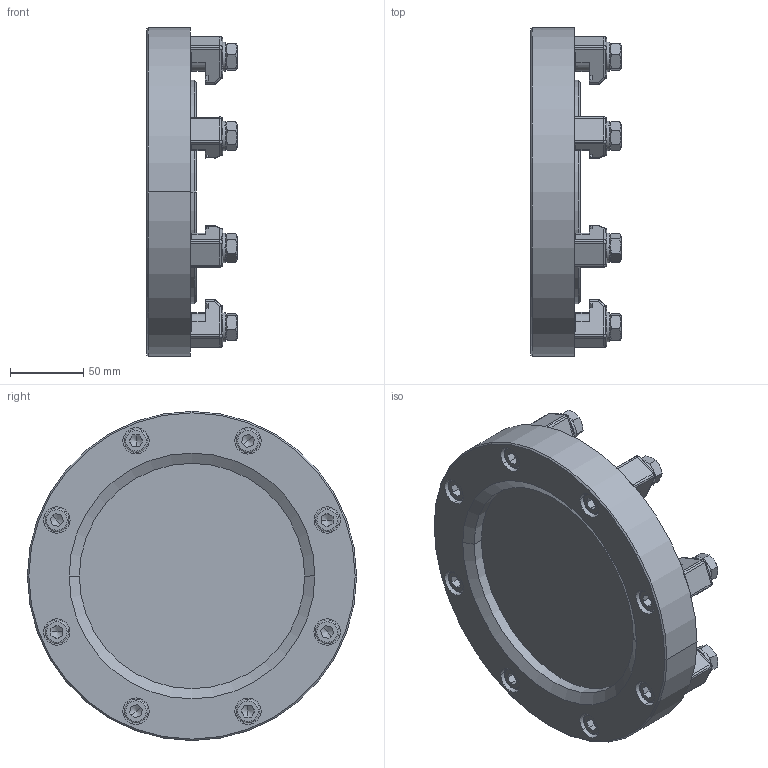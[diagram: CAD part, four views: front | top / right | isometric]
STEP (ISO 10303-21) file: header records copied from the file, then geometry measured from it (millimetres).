
FILE_DESCRIPTION(('FreeCAD Model'),'2;1');
FILE_NAME('ISO160SGV.step','2022-02-04T10:26:23',('Author'),( ''),'Open CASCADE STEP processor 7.3','FreeCAD','Unknown');
FILE_SCHEMA(('AUTOMOTIVE_DESIGN { 1 0 10303 214 1 1 1 1 }'));
Products named in the file (1): ISO160SGV
Bounding box: 62.1 x 225 x 225 mm (x, y, z)
Volume: 1032192.5 mm3; surface area: 239073 mm2
Topology: 1 solids, 1 shells, 887 faces, 2282 edges, 1404 vertices
Faces by surface type: cylinder 362, plane 330, cone 111, sphere 48, bspline 22, torus 14
Entity records: 68885 total; most frequent: CARTESIAN_POINT 25290, DIRECTION 8285, ORIENTED_EDGE 4436, PCURVE 4436, DEFINITIONAL_REPRESENTATION 4436, LINE 4103, VECTOR 4103, EDGE_CURVE 2218
